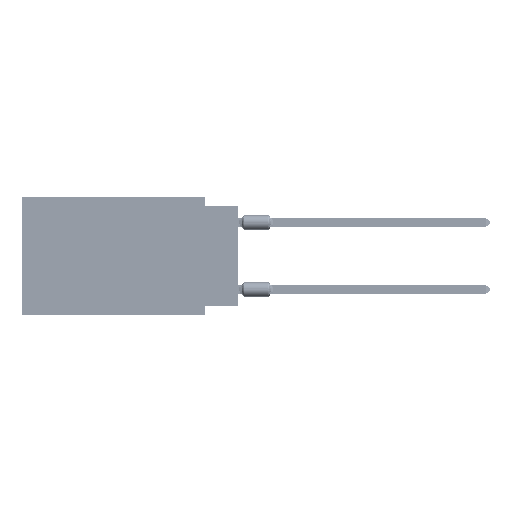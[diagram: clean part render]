
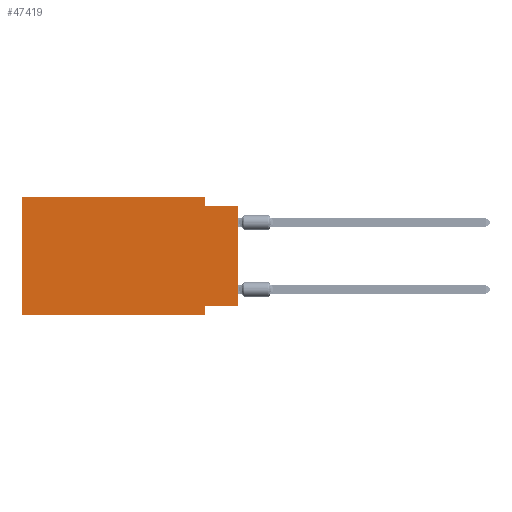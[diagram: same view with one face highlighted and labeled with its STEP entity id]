
A CAD part, left-side view. The second image highlights one B-rep face of the part: STEP entity #47419.
In plain terms, the highlighted planar face has unit normal (-1, 0, 0).
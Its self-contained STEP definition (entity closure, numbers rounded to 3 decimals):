
#284 = LINE ( 'NONE', #5998, #67663 ) ;
#289 = VECTOR ( 'NONE', #676, 1000. ) ;
#676 = DIRECTION ( 'NONE',  ( 0., -1., 0. ) ) ;
#3234 = ORIENTED_EDGE ( 'NONE', *, *, #28966, .F. ) ;
#3946 = LINE ( 'NONE', #25778, #289 ) ;
#4533 = LINE ( 'NONE', #17671, #68706 ) ;
#5998 = CARTESIAN_POINT ( 'NONE',  ( 0., 16.383, 0. ) ) ;
#6263 = EDGE_CURVE ( 'NONE', #20584, #49351, #27398, .T. ) ;
#7789 = DIRECTION ( 'NONE',  ( 0., 0., -1. ) ) ;
#10985 = EDGE_CURVE ( 'NONE', #32397, #20171, #63664, .T. ) ;
#11088 = DIRECTION ( 'NONE',  ( 0., 0., -1. ) ) ;
#12492 = CARTESIAN_POINT ( 'NONE',  ( 0., 2.54, 0. ) ) ;
#13271 = EDGE_CURVE ( 'NONE', #13352, #20171, #68719, .T. ) ;
#13352 = VERTEX_POINT ( 'NONE', #20795 ) ;
#14760 = VECTOR ( 'NONE', #34872, 1000. ) ;
#16689 = VECTOR ( 'NONE', #28449, 1000. ) ;
#17671 = CARTESIAN_POINT ( 'NONE',  ( 0., 16.383, 0. ) ) ;
#18022 = ORIENTED_EDGE ( 'NONE', *, *, #20775, .F. ) ;
#19742 = CARTESIAN_POINT ( 'NONE',  ( 0., 0., 0. ) ) ;
#20091 = EDGE_CURVE ( 'NONE', #56263, #42866, #4533, .T. ) ;
#20171 = VERTEX_POINT ( 'NONE', #43158 ) ;
#20584 = VERTEX_POINT ( 'NONE', #61547 ) ;
#20775 = EDGE_CURVE ( 'NONE', #40102, #56263, #284, .T. ) ;
#20795 = CARTESIAN_POINT ( 'NONE',  ( 0., 0., -8.255 ) ) ;
#22880 = PLANE ( 'NONE',  #58835 ) ;
#25778 = CARTESIAN_POINT ( 'NONE',  ( 0., 16.383, -8.89 ) ) ;
#27398 = LINE ( 'NONE', #49200, #16689 ) ;
#28449 = DIRECTION ( 'NONE',  ( 0., 0., -1. ) ) ;
#28697 = EDGE_CURVE ( 'NONE', #42866, #32397, #66442, .T. ) ;
#28966 = EDGE_CURVE ( 'NONE', #13352, #20584, #57141, .T. ) ;
#30762 = CARTESIAN_POINT ( 'NONE',  ( 0., 2.54, -0.635 ) ) ;
#31677 = ORIENTED_EDGE ( 'NONE', *, *, #13271, .T. ) ;
#31824 = CARTESIAN_POINT ( 'NONE',  ( 0., 0., -0.635 ) ) ;
#32397 = VERTEX_POINT ( 'NONE', #30762 ) ;
#33688 = ORIENTED_EDGE ( 'NONE', *, *, #28697, .F. ) ;
#33916 = CARTESIAN_POINT ( 'NONE',  ( 0., 2.54, 0. ) ) ;
#34175 = VECTOR ( 'NONE', #69378, 1000. ) ;
#34872 = DIRECTION ( 'NONE',  ( 0., 1., 0. ) ) ;
#35296 = VECTOR ( 'NONE', #7789, 1000. ) ;
#36574 = EDGE_LOOP ( 'NONE', ( #31677, #39296, #33688, #44591, #18022, #39157, #44921, #3234 ) ) ;
#37385 = CARTESIAN_POINT ( 'NONE',  ( 0., 2.54, -8.89 ) ) ;
#39157 = ORIENTED_EDGE ( 'NONE', *, *, #56290, .T. ) ;
#39296 = ORIENTED_EDGE ( 'NONE', *, *, #10985, .F. ) ;
#39527 = CARTESIAN_POINT ( 'NONE',  ( 0., 0., -8.255 ) ) ;
#40102 = VERTEX_POINT ( 'NONE', #70237 ) ;
#42866 = VERTEX_POINT ( 'NONE', #12492 ) ;
#43158 = CARTESIAN_POINT ( 'NONE',  ( 0., 0., -0.635 ) ) ;
#44591 = ORIENTED_EDGE ( 'NONE', *, *, #20091, .F. ) ;
#44677 = CARTESIAN_POINT ( 'NONE',  ( 0., 16.383, 0. ) ) ;
#44921 = ORIENTED_EDGE ( 'NONE', *, *, #6263, .F. ) ;
#47419 = ADVANCED_FACE ( 'NONE', ( #66488 ), #22880, .F. ) ;
#49200 = CARTESIAN_POINT ( 'NONE',  ( 0., 2.54, -8.89 ) ) ;
#49345 = DIRECTION ( 'NONE',  ( 1., 0., 0. ) ) ;
#49351 = VERTEX_POINT ( 'NONE', #37385 ) ;
#53295 = CARTESIAN_POINT ( 'NONE',  ( 0., 16.383, 0. ) ) ;
#53888 = DIRECTION ( 'NONE',  ( 0., -1., 0. ) ) ;
#54608 = VECTOR ( 'NONE', #63372, 1000. ) ;
#56263 = VERTEX_POINT ( 'NONE', #53295 ) ;
#56290 = EDGE_CURVE ( 'NONE', #40102, #49351, #3946, .T. ) ;
#57141 = LINE ( 'NONE', #39527, #14760 ) ;
#58835 = AXIS2_PLACEMENT_3D ( 'NONE', #44677, #49345, #11088 ) ;
#60035 = DIRECTION ( 'NONE',  ( 0., 0., 1. ) ) ;
#61547 = CARTESIAN_POINT ( 'NONE',  ( 0., 2.54, -8.255 ) ) ;
#63372 = DIRECTION ( 'NONE',  ( 0., 0., 1. ) ) ;
#63664 = LINE ( 'NONE', #31824, #34175 ) ;
#66442 = LINE ( 'NONE', #33916, #35296 ) ;
#66488 = FACE_OUTER_BOUND ( 'NONE', #36574, .T. ) ;
#67663 = VECTOR ( 'NONE', #60035, 1000. ) ;
#68706 = VECTOR ( 'NONE', #53888, 1000. ) ;
#68719 = LINE ( 'NONE', #19742, #54608 ) ;
#69378 = DIRECTION ( 'NONE',  ( 0., -1., 0. ) ) ;
#70237 = CARTESIAN_POINT ( 'NONE',  ( 0., 16.383, -8.89 ) ) ;
